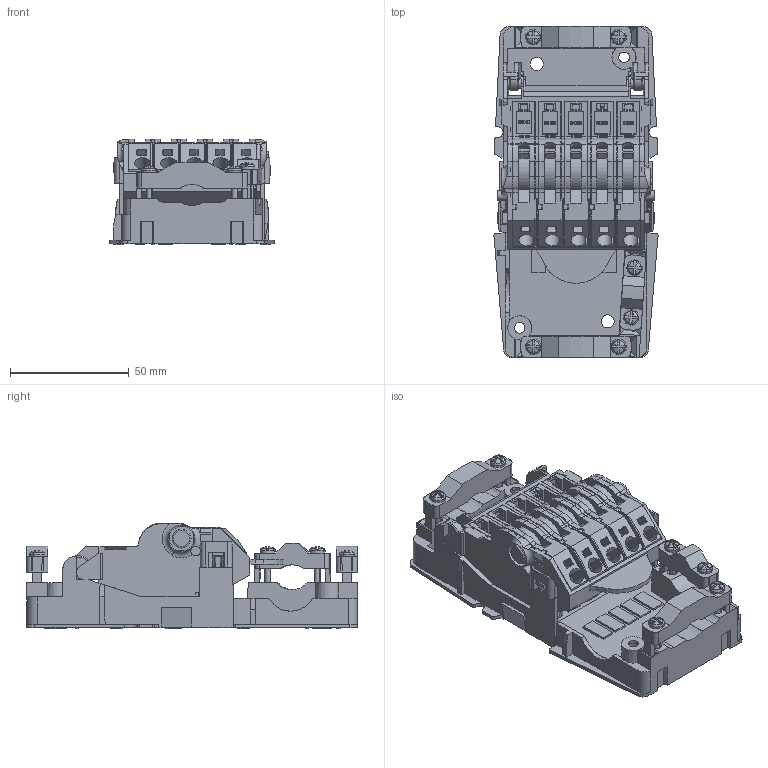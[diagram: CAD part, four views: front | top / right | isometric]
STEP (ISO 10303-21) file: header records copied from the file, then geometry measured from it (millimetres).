
FILE_DESCRIPTION(('CATIA V5 STEP Exchange','CAx-IF Rec.Pracs.--- Model Styling and Organization---1.5--- 2016-08-15','CAx-IF Rec.Pracs.---Supplemental Geometry---1.0---2011-11-01','CAx-IF Rec.Pracs.--- Composite Materials ---1.1---2010-07-15'),'2;1');
FILE_NAME ('1998262-3_0', '2025-06-16T12:59:59+00:00', ('none'), ('Weidmueller'), 'CATIA Version 5-6 Release 2022 SP4 HF5', 'CATIA V5 STEP AP214 v3', 'none');
FILE_SCHEMA(('AUTOMOTIVE_DESIGN { 1 0 10303 214 1 1 1 1 }'));
Products named in the file (1): 3022850000
Bounding box: 69.21 x 139.5 x 44.65 mm (x, y, z)
Volume: 164319 mm3; surface area: 114419.2 mm2
Topology: 1 solids, 8 shells, 3552 faces, 10735 edges, 7237 vertices
Faces by surface type: plane 2477, cylinder 741, cone 179, torus 60, sphere 48, extrusion 37, bspline 10
Entity records: 119447 total; most frequent: CARTESIAN_POINT 28632, ORIENTED_EDGE 21446, DIRECTION 14732, EDGE_CURVE 10723, VECTOR 7836, LINE 7799, VERTEX_POINT 7237, AXIS2_PLACEMENT_3D 4319
